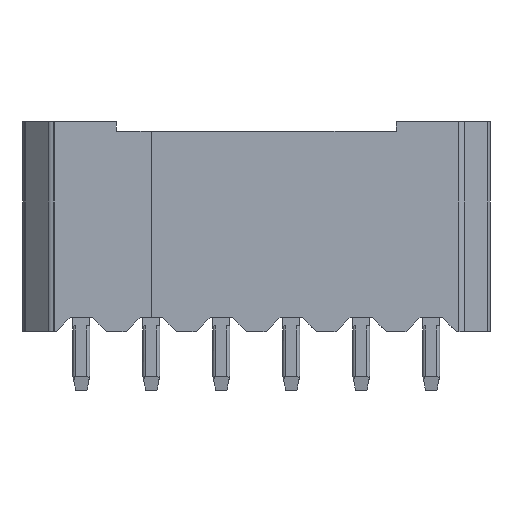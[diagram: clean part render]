
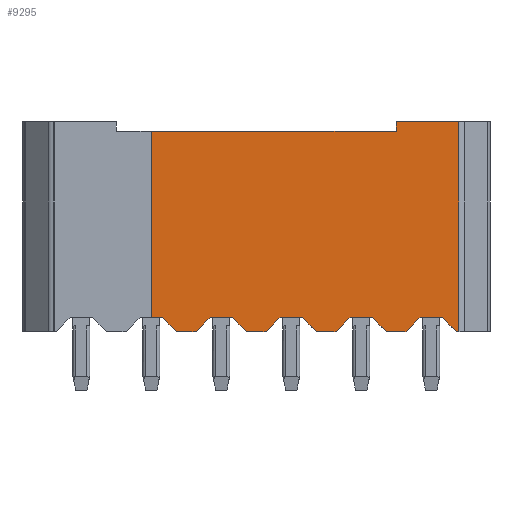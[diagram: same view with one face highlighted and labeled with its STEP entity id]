
A CAD part, front view. The second image highlights one B-rep face of the part: STEP entity #9295.
In plain terms, the highlighted planar face has unit normal (0, -1, 0).
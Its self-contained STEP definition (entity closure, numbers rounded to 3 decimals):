
#9295=ADVANCED_FACE('',(#19999),#20000,.T.);
#12431=VERTEX_POINT('',#23278);
#12433=EDGE_CURVE('',#12431,#23280,#23281,.T.);
#12529=VERTEX_POINT('',#23378);
#12533=VERTEX_POINT('',#23382);
#12535=EDGE_CURVE('',#12533,#12529,#23384,.T.);
#12735=VERTEX_POINT('',#23584);
#12739=EDGE_CURVE('',#12529,#12735,#23588,.T.);
#12747=VERTEX_POINT('',#23596);
#12749=EDGE_CURVE('',#12533,#12747,#23598,.T.);
#12779=EDGE_CURVE('',#12431,#12735,#23628,.T.);
#12979=VERTEX_POINT('',#23828);
#12983=VERTEX_POINT('',#23832);
#12985=EDGE_CURVE('',#12979,#12983,#23834,.T.);
#13063=VERTEX_POINT('',#23912);
#13069=EDGE_CURVE('',#12979,#13063,#23918,.T.);
#13121=VERTEX_POINT('',#23970);
#13125=EDGE_CURVE('',#13121,#13063,#23974,.T.);
#13145=EDGE_CURVE('',#12747,#13121,#23994,.T.);
#13519=VERTEX_POINT('',#24368);
#13523=VERTEX_POINT('',#24372);
#13525=EDGE_CURVE('',#13519,#13523,#24374,.T.);
#13569=VERTEX_POINT('',#24418);
#13575=EDGE_CURVE('',#13519,#13569,#24424,.T.);
#13621=VERTEX_POINT('',#24470);
#13625=EDGE_CURVE('',#13621,#13569,#24474,.T.);
#13643=EDGE_CURVE('',#12983,#13621,#24492,.T.);
#13827=VERTEX_POINT('',#24676);
#13831=VERTEX_POINT('',#24680);
#13833=EDGE_CURVE('',#13827,#13831,#24682,.T.);
#13911=VERTEX_POINT('',#24760);
#13917=EDGE_CURVE('',#13827,#13911,#24766,.T.);
#13969=VERTEX_POINT('',#24818);
#13973=EDGE_CURVE('',#13969,#13911,#24822,.T.);
#13993=EDGE_CURVE('',#13523,#13969,#24842,.T.);
#14213=VERTEX_POINT('',#25062);
#14217=VERTEX_POINT('',#25066);
#14219=EDGE_CURVE('',#14213,#14217,#25068,.T.);
#14361=VERTEX_POINT('',#25210);
#14367=EDGE_CURVE('',#14213,#14361,#25216,.T.);
#14413=VERTEX_POINT('',#25262);
#14415=EDGE_CURVE('',#14413,#23280,#25264,.T.);
#14417=VERTEX_POINT('',#25266);
#14419=EDGE_CURVE('',#14413,#14417,#25268,.T.);
#14421=EDGE_CURVE('',#14217,#14417,#25270,.T.);
#14423=VERTEX_POINT('',#25272);
#14425=EDGE_CURVE('',#14423,#14361,#25274,.T.);
#14427=EDGE_CURVE('',#13831,#14423,#25276,.T.);
#19999=FACE_OUTER_BOUND('',#35209,.T.);
#20000=PLANE('',#35210);
#23278=CARTESIAN_POINT('',(12.226,0.0,7.5));
#23280=VERTEX_POINT('',#41729);
#23281=LINE('',#41730,#41731);
#23378=CARTESIAN_POINT('',(14.451,0.0,0.));
#23382=CARTESIAN_POINT('',(14.376,0.0,0.));
#23384=LINE('',#41886,#41887);
#23584=CARTESIAN_POINT('',(14.451,0.0,7.5));
#23588=LINE('',#42283,#42284);
#23596=CARTESIAN_POINT('',(13.876,0.0,0.5));
#23598=LINE('',#42322,#42323);
#23628=LINE('',#42372,#42373);
#23828=CARTESIAN_POINT('',(11.876,0.0,0.));
#23832=CARTESIAN_POINT('',(11.376,0.0,0.5));
#23834=LINE('',#42709,#42710);
#23912=CARTESIAN_POINT('',(12.576,0.0,0.));
#23918=LINE('',#42844,#42845);
#23970=CARTESIAN_POINT('',(13.076,0.0,0.5));
#23974=LINE('',#42935,#42936);
#23994=LINE('',#42967,#42968);
#24368=CARTESIAN_POINT('',(9.376,0.0,0.));
#24372=CARTESIAN_POINT('',(8.876,0.0,0.5));
#24374=LINE('',#43583,#43584);
#24418=CARTESIAN_POINT('',(10.076,0.0,0.));
#24424=LINE('',#43662,#43663);
#24470=CARTESIAN_POINT('',(10.576,0.0,0.5));
#24474=LINE('',#43743,#43744);
#24492=LINE('',#43773,#43774);
#24676=CARTESIAN_POINT('',(6.876,0.0,0.));
#24680=CARTESIAN_POINT('',(6.376,0.0,0.5));
#24682=LINE('',#44081,#44082);
#24760=CARTESIAN_POINT('',(7.576,0.0,0.));
#24766=LINE('',#44216,#44217);
#24818=CARTESIAN_POINT('',(8.076,0.0,0.5));
#24822=LINE('',#44307,#44308);
#24842=LINE('',#44339,#44340);
#25062=CARTESIAN_POINT('',(4.376,0.0,0.));
#25066=CARTESIAN_POINT('',(3.876,0.0,0.5));
#25068=LINE('',#44709,#44710);
#25210=CARTESIAN_POINT('',(5.076,0.0,0.));
#25216=LINE('',#44947,#44948);
#25262=CARTESIAN_POINT('',(3.476,0.0,7.15));
#25264=LINE('',#45025,#45026);
#25266=CARTESIAN_POINT('',(3.476,0.0,0.5));
#25268=LINE('',#45031,#45032);
#25270=LINE('',#45035,#45036);
#25272=CARTESIAN_POINT('',(5.576,0.0,0.5));
#25274=LINE('',#45041,#45042);
#25276=LINE('',#45045,#45046);
#35209=EDGE_LOOP('',(#54466,#54467,#54468,#54469,#54470,#54471,#54472,#54473,#54474,#54475,#54476,#54477,#54478,#54479,#54480,#54481,#54482,#54483,#54484,#54485,#54486,#54487,#54488,#54489));
#35210=AXIS2_PLACEMENT_3D('',#54490,#54491,#54492);
#41729=CARTESIAN_POINT('',(12.226,0.0,7.15));
#41730=CARTESIAN_POINT('',(12.226,0.0,7.5));
#41731=VECTOR('',#56071,1.0);
#41886=CARTESIAN_POINT('',(14.376,0.0,0.));
#41887=VECTOR('',#56110,1.0);
#42283=CARTESIAN_POINT('',(14.451,0.0,0.));
#42284=VECTOR('',#56189,1.0);
#42322=CARTESIAN_POINT('',(14.376,0.0,0.));
#42323=VECTOR('',#56191,1.0);
#42372=CARTESIAN_POINT('',(12.226,0.0,7.5));
#42373=VECTOR('',#56206,1.0);
#42709=CARTESIAN_POINT('',(11.876,0.0,0.));
#42710=VECTOR('',#56261,1.0);
#42844=CARTESIAN_POINT('',(11.876,0.0,0.0));
#42845=VECTOR('',#56304,1.0);
#42935=CARTESIAN_POINT('',(13.076,0.0,0.5));
#42936=VECTOR('',#56324,1.0);
#42967=CARTESIAN_POINT('',(13.476,0.0,0.5));
#42968=VECTOR('',#56330,1.0);
#43583=CARTESIAN_POINT('',(9.376,0.0,0.));
#43584=VECTOR('',#56453,1.0);
#43662=CARTESIAN_POINT('',(9.376,0.0,0.0));
#43663=VECTOR('',#56480,1.0);
#43743=CARTESIAN_POINT('',(10.576,0.0,0.5));
#43744=VECTOR('',#56498,1.0);
#43773=CARTESIAN_POINT('',(10.976,0.0,0.5));
#43774=VECTOR('',#56504,1.0);
#44081=CARTESIAN_POINT('',(6.876,0.0,0.));
#44082=VECTOR('',#56563,1.0);
#44216=CARTESIAN_POINT('',(6.876,0.0,0.0));
#44217=VECTOR('',#56606,1.0);
#44307=CARTESIAN_POINT('',(8.076,0.0,0.5));
#44308=VECTOR('',#56626,1.0);
#44339=CARTESIAN_POINT('',(8.476,0.0,0.5));
#44340=VECTOR('',#56632,1.0);
#44709=CARTESIAN_POINT('',(4.376,0.0,0.));
#44710=VECTOR('',#56704,1.0);
#44947=CARTESIAN_POINT('',(4.376,0.0,0.0));
#44948=VECTOR('',#56769,1.0);
#45025=CARTESIAN_POINT('',(3.476,0.0,7.15));
#45026=VECTOR('',#56784,1.0);
#45031=CARTESIAN_POINT('',(3.476,0.0,7.15));
#45032=VECTOR('',#56785,1.0);
#45035=CARTESIAN_POINT('',(3.876,0.0,0.5));
#45036=VECTOR('',#56786,1.0);
#45041=CARTESIAN_POINT('',(5.576,0.0,0.5));
#45042=VECTOR('',#56787,1.0);
#45045=CARTESIAN_POINT('',(5.976,0.0,0.5));
#45046=VECTOR('',#56788,1.0);
#54466=ORIENTED_EDGE('',*,*,#12433,.T.);
#54467=ORIENTED_EDGE('',*,*,#14415,.F.);
#54468=ORIENTED_EDGE('',*,*,#14419,.T.);
#54469=ORIENTED_EDGE('',*,*,#14421,.F.);
#54470=ORIENTED_EDGE('',*,*,#14219,.F.);
#54471=ORIENTED_EDGE('',*,*,#14367,.T.);
#54472=ORIENTED_EDGE('',*,*,#14425,.F.);
#54473=ORIENTED_EDGE('',*,*,#14427,.F.);
#54474=ORIENTED_EDGE('',*,*,#13833,.F.);
#54475=ORIENTED_EDGE('',*,*,#13917,.T.);
#54476=ORIENTED_EDGE('',*,*,#13973,.F.);
#54477=ORIENTED_EDGE('',*,*,#13993,.F.);
#54478=ORIENTED_EDGE('',*,*,#13525,.F.);
#54479=ORIENTED_EDGE('',*,*,#13575,.T.);
#54480=ORIENTED_EDGE('',*,*,#13625,.F.);
#54481=ORIENTED_EDGE('',*,*,#13643,.F.);
#54482=ORIENTED_EDGE('',*,*,#12985,.F.);
#54483=ORIENTED_EDGE('',*,*,#13069,.T.);
#54484=ORIENTED_EDGE('',*,*,#13125,.F.);
#54485=ORIENTED_EDGE('',*,*,#13145,.F.);
#54486=ORIENTED_EDGE('',*,*,#12749,.F.);
#54487=ORIENTED_EDGE('',*,*,#12535,.T.);
#54488=ORIENTED_EDGE('',*,*,#12739,.T.);
#54489=ORIENTED_EDGE('',*,*,#12779,.F.);
#54490=CARTESIAN_POINT('',(6.038,0.0,-0.179));
#54491=DIRECTION('',(0.0,-1.0,0.0));
#54492=DIRECTION('',(0.0,0.0,-1.0));
#56071=DIRECTION('',(0.0,0.0,-1.0));
#56110=DIRECTION('',(1.0,0.0,0.0));
#56189=DIRECTION('',(0.0,0.0,1.0));
#56191=DIRECTION('',(-0.707,0.0,0.707));
#56206=DIRECTION('',(1.0,0.0,0.0));
#56261=DIRECTION('',(-0.707,0.0,0.707));
#56304=DIRECTION('',(1.0,0.0,0.0));
#56324=DIRECTION('',(-0.707,0.0,-0.707));
#56330=DIRECTION('',(-1.0,0.0,0.0));
#56453=DIRECTION('',(-0.707,0.0,0.707));
#56480=DIRECTION('',(1.0,0.0,0.0));
#56498=DIRECTION('',(-0.707,0.0,-0.707));
#56504=DIRECTION('',(-1.0,0.0,0.0));
#56563=DIRECTION('',(-0.707,0.0,0.707));
#56606=DIRECTION('',(1.0,0.0,0.0));
#56626=DIRECTION('',(-0.707,0.0,-0.707));
#56632=DIRECTION('',(-1.0,0.0,0.0));
#56704=DIRECTION('',(-0.707,0.0,0.707));
#56769=DIRECTION('',(1.0,0.0,0.0));
#56784=DIRECTION('',(1.0,0.0,0.0));
#56785=DIRECTION('',(0.,0.0,-1.0));
#56786=DIRECTION('',(-1.0,0.0,0.0));
#56787=DIRECTION('',(-0.707,0.0,-0.707));
#56788=DIRECTION('',(-1.0,0.0,0.0));
